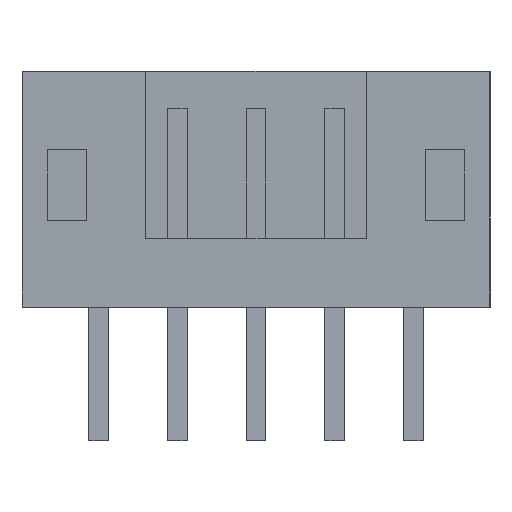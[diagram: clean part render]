
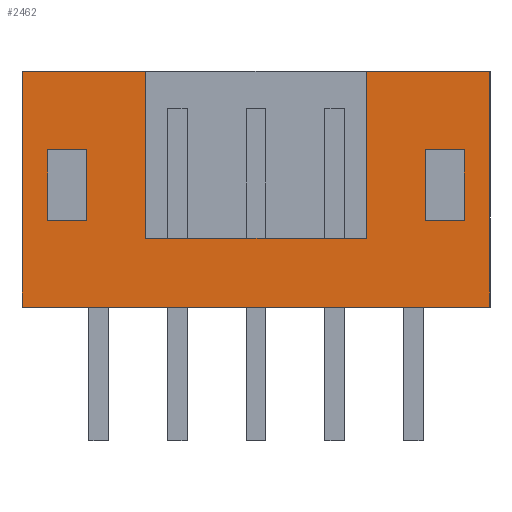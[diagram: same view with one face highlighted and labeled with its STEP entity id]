
A CAD part, top view. The second image highlights one B-rep face of the part: STEP entity #2462.
In plain terms, the highlighted planar face has unit normal (0, 0, 1).
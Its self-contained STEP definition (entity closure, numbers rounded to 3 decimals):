
#77 = EDGE_CURVE ( 'NONE', #280, #821, #2614, .T. ) ;
#101 = LINE ( 'NONE', #2066, #123 ) ;
#103 = CARTESIAN_POINT ( 'NONE',  ( 5.95, 0., 4.5 ) ) ;
#109 = CARTESIAN_POINT ( 'NONE',  ( 5.95, 6., 4.5 ) ) ;
#118 = VERTEX_POINT ( 'NONE', #2069 ) ;
#123 = VECTOR ( 'NONE', #761, 1000. ) ;
#147 = LINE ( 'NONE', #2515, #705 ) ;
#169 = VERTEX_POINT ( 'NONE', #1299 ) ;
#192 = CARTESIAN_POINT ( 'NONE',  ( 7.6, 0., 4.5 ) ) ;
#197 = CARTESIAN_POINT ( 'NONE',  ( 17.85, 0., 4.5 ) ) ;
#215 = VECTOR ( 'NONE', #1461, 1000. ) ;
#232 = FACE_BOUND ( 'NONE', #1276, .T. ) ;
#252 = VECTOR ( 'NONE', #1913, 1000. ) ;
#265 = CARTESIAN_POINT ( 'NONE',  ( 6.6, 4., 4.5 ) ) ;
#266 = VERTEX_POINT ( 'NONE', #197 ) ;
#277 = CARTESIAN_POINT ( 'NONE',  ( 5.95, 2.2, 4.5 ) ) ;
#280 = VERTEX_POINT ( 'NONE', #265 ) ;
#321 = ORIENTED_EDGE ( 'NONE', *, *, #2086, .F. ) ;
#322 = CARTESIAN_POINT ( 'NONE',  ( 7.6, 4., 4.5 ) ) ;
#327 = VERTEX_POINT ( 'NONE', #488 ) ;
#337 = EDGE_CURVE ( 'NONE', #1865, #1995, #471, .T. ) ;
#347 = VERTEX_POINT ( 'NONE', #903 ) ;
#389 = LINE ( 'NONE', #1242, #252 ) ;
#392 = ORIENTED_EDGE ( 'NONE', *, *, #1052, .F. ) ;
#415 = VERTEX_POINT ( 'NONE', #860 ) ;
#427 = VECTOR ( 'NONE', #2575, 1000. ) ;
#428 = ORIENTED_EDGE ( 'NONE', *, *, #337, .F. ) ;
#471 = LINE ( 'NONE', #1371, #1233 ) ;
#480 = EDGE_CURVE ( 'NONE', #169, #415, #1286, .T. ) ;
#481 = DIRECTION ( 'NONE',  ( 0., -1., 0. ) ) ;
#486 = LINE ( 'NONE', #2687, #753 ) ;
#488 = CARTESIAN_POINT ( 'NONE',  ( 7.6, 2.2, 4.5 ) ) ;
#495 = FACE_OUTER_BOUND ( 'NONE', #987, .T. ) ;
#497 = ORIENTED_EDGE ( 'NONE', *, *, #77, .F. ) ;
#535 = VECTOR ( 'NONE', #481, 1000. ) ;
#536 = DIRECTION ( 'NONE',  ( 0., -1., 0. ) ) ;
#540 = ORIENTED_EDGE ( 'NONE', *, *, #768, .F. ) ;
#564 = DIRECTION ( 'NONE',  ( 1., 0., 0. ) ) ;
#571 = VECTOR ( 'NONE', #2176, 1000. ) ;
#586 = DIRECTION ( 'NONE',  ( 1., 0., 0. ) ) ;
#631 = EDGE_CURVE ( 'NONE', #2571, #266, #1724, .T. ) ;
#651 = ORIENTED_EDGE ( 'NONE', *, *, #776, .F. ) ;
#705 = VECTOR ( 'NONE', #564, 1000. ) ;
#721 = VERTEX_POINT ( 'NONE', #858 ) ;
#753 = VECTOR ( 'NONE', #1785, 1000. ) ;
#761 = DIRECTION ( 'NONE',  ( 1., 0., 0. ) ) ;
#768 = EDGE_CURVE ( 'NONE', #118, #1001, #916, .T. ) ;
#776 = EDGE_CURVE ( 'NONE', #2215, #280, #2190, .T. ) ;
#781 = CARTESIAN_POINT ( 'NONE',  ( 5.95, 0., 4.5 ) ) ;
#821 = VERTEX_POINT ( 'NONE', #2414 ) ;
#840 = CARTESIAN_POINT ( 'NONE',  ( 16.2, 0., 4.5 ) ) ;
#844 = ORIENTED_EDGE ( 'NONE', *, *, #1027, .F. ) ;
#847 = VECTOR ( 'NONE', #1073, 1000. ) ;
#858 = CARTESIAN_POINT ( 'NONE',  ( 9.1, 1.75, 4.5 ) ) ;
#860 = CARTESIAN_POINT ( 'NONE',  ( 16.2, 4., 4.5 ) ) ;
#903 = CARTESIAN_POINT ( 'NONE',  ( 14.7, 6., 4.5 ) ) ;
#916 = LINE ( 'NONE', #277, #571 ) ;
#949 = EDGE_CURVE ( 'NONE', #1865, #1017, #1172, .T. ) ;
#952 = DIRECTION ( 'NONE',  ( -1., 0., 0. ) ) ;
#987 = EDGE_LOOP ( 'NONE', ( #1234, #428, #2521, #1245, #1686, #995, #1772, #321 ) ) ;
#995 = ORIENTED_EDGE ( 'NONE', *, *, #1998, .F. ) ;
#1001 = VERTEX_POINT ( 'NONE', #2778 ) ;
#1017 = VERTEX_POINT ( 'NONE', #1254 ) ;
#1027 = EDGE_CURVE ( 'NONE', #415, #118, #1677, .T. ) ;
#1052 = EDGE_CURVE ( 'NONE', #1001, #169, #389, .T. ) ;
#1059 = ORIENTED_EDGE ( 'NONE', *, *, #480, .F. ) ;
#1073 = DIRECTION ( 'NONE',  ( 0., 1., 0. ) ) ;
#1109 = AXIS2_PLACEMENT_3D ( 'NONE', #103, #1366, #952 ) ;
#1172 = LINE ( 'NONE', #109, #2691 ) ;
#1233 = VECTOR ( 'NONE', #1575, 1000. ) ;
#1234 = ORIENTED_EDGE ( 'NONE', *, *, #2384, .F. ) ;
#1242 = CARTESIAN_POINT ( 'NONE',  ( 17.2, 0., 4.5 ) ) ;
#1245 = ORIENTED_EDGE ( 'NONE', *, *, #2800, .T. ) ;
#1254 = CARTESIAN_POINT ( 'NONE',  ( 5.95, 0., 4.5 ) ) ;
#1276 = EDGE_LOOP ( 'NONE', ( #497, #651, #1937, #2101 ) ) ;
#1286 = LINE ( 'NONE', #2400, #215 ) ;
#1292 = FACE_BOUND ( 'NONE', #2574, .T. ) ;
#1299 = CARTESIAN_POINT ( 'NONE',  ( 17.2, 4., 4.5 ) ) ;
#1366 = DIRECTION ( 'NONE',  ( 0., 0., -1. ) ) ;
#1371 = CARTESIAN_POINT ( 'NONE',  ( 5.95, 6., 4.5 ) ) ;
#1447 = CARTESIAN_POINT ( 'NONE',  ( 17.85, 6., 4.5 ) ) ;
#1461 = DIRECTION ( 'NONE',  ( -1., 0., 0. ) ) ;
#1525 = PLANE ( 'NONE',  #1109 ) ;
#1535 = LINE ( 'NONE', #2229, #535 ) ;
#1575 = DIRECTION ( 'NONE',  ( 1., 0., 0. ) ) ;
#1665 = EDGE_CURVE ( 'NONE', #821, #327, #101, .T. ) ;
#1676 = LINE ( 'NONE', #781, #1942 ) ;
#1677 = LINE ( 'NONE', #840, #427 ) ;
#1679 = DIRECTION ( 'NONE',  ( 0., -1., 0. ) ) ;
#1686 = ORIENTED_EDGE ( 'NONE', *, *, #631, .F. ) ;
#1724 = LINE ( 'NONE', #1447, #2361 ) ;
#1730 = LINE ( 'NONE', #1947, #2740 ) ;
#1747 = VECTOR ( 'NONE', #2443, 1000. ) ;
#1772 = ORIENTED_EDGE ( 'NONE', *, *, #2295, .F. ) ;
#1785 = DIRECTION ( 'NONE',  ( 1., 0., 0. ) ) ;
#1862 = CARTESIAN_POINT ( 'NONE',  ( 17.85, 6., 4.5 ) ) ;
#1865 = VERTEX_POINT ( 'NONE', #2461 ) ;
#1913 = DIRECTION ( 'NONE',  ( 0., 1., 0. ) ) ;
#1937 = ORIENTED_EDGE ( 'NONE', *, *, #2292, .F. ) ;
#1942 = VECTOR ( 'NONE', #586, 1000. ) ;
#1947 = CARTESIAN_POINT ( 'NONE',  ( 14.7, 0., 4.5 ) ) ;
#1995 = VERTEX_POINT ( 'NONE', #2482 ) ;
#1998 = EDGE_CURVE ( 'NONE', #347, #2571, #486, .T. ) ;
#2066 = CARTESIAN_POINT ( 'NONE',  ( 5.95, 2.2, 4.5 ) ) ;
#2069 = CARTESIAN_POINT ( 'NONE',  ( 16.2, 2.2, 4.5 ) ) ;
#2086 = EDGE_CURVE ( 'NONE', #721, #2458, #147, .T. ) ;
#2101 = ORIENTED_EDGE ( 'NONE', *, *, #1665, .F. ) ;
#2136 = LINE ( 'NONE', #192, #847 ) ;
#2176 = DIRECTION ( 'NONE',  ( 1., 0., 0. ) ) ;
#2190 = LINE ( 'NONE', #2394, #1747 ) ;
#2215 = VERTEX_POINT ( 'NONE', #322 ) ;
#2229 = CARTESIAN_POINT ( 'NONE',  ( 9.1, 0., 4.5 ) ) ;
#2292 = EDGE_CURVE ( 'NONE', #327, #2215, #2136, .T. ) ;
#2295 = EDGE_CURVE ( 'NONE', #2458, #347, #1730, .T. ) ;
#2351 = VECTOR ( 'NONE', #2378, 1000. ) ;
#2361 = VECTOR ( 'NONE', #1679, 1000. ) ;
#2378 = DIRECTION ( 'NONE',  ( 0., -1., 0. ) ) ;
#2384 = EDGE_CURVE ( 'NONE', #1995, #721, #1535, .T. ) ;
#2394 = CARTESIAN_POINT ( 'NONE',  ( 5.95, 4., 4.5 ) ) ;
#2400 = CARTESIAN_POINT ( 'NONE',  ( 5.95, 4., 4.5 ) ) ;
#2414 = CARTESIAN_POINT ( 'NONE',  ( 6.6, 2.2, 4.5 ) ) ;
#2421 = CARTESIAN_POINT ( 'NONE',  ( 6.6, 0., 4.5 ) ) ;
#2443 = DIRECTION ( 'NONE',  ( -1., 0., 0. ) ) ;
#2458 = VERTEX_POINT ( 'NONE', #2682 ) ;
#2461 = CARTESIAN_POINT ( 'NONE',  ( 5.95, 6., 4.5 ) ) ;
#2462 = ADVANCED_FACE ( 'NONE', ( #1292, #232, #495 ), #1525, .F. ) ;
#2482 = CARTESIAN_POINT ( 'NONE',  ( 9.1, 6., 4.5 ) ) ;
#2515 = CARTESIAN_POINT ( 'NONE',  ( 5.95, 1.75, 4.5 ) ) ;
#2521 = ORIENTED_EDGE ( 'NONE', *, *, #949, .T. ) ;
#2571 = VERTEX_POINT ( 'NONE', #1862 ) ;
#2574 = EDGE_LOOP ( 'NONE', ( #540, #844, #1059, #392 ) ) ;
#2575 = DIRECTION ( 'NONE',  ( 0., -1., 0. ) ) ;
#2614 = LINE ( 'NONE', #2421, #2351 ) ;
#2626 = DIRECTION ( 'NONE',  ( 0., 1., 0. ) ) ;
#2682 = CARTESIAN_POINT ( 'NONE',  ( 14.7, 1.75, 4.5 ) ) ;
#2687 = CARTESIAN_POINT ( 'NONE',  ( 5.95, 6., 4.5 ) ) ;
#2691 = VECTOR ( 'NONE', #536, 1000. ) ;
#2740 = VECTOR ( 'NONE', #2626, 1000. ) ;
#2778 = CARTESIAN_POINT ( 'NONE',  ( 17.2, 2.2, 4.5 ) ) ;
#2800 = EDGE_CURVE ( 'NONE', #1017, #266, #1676, .T. ) ;
